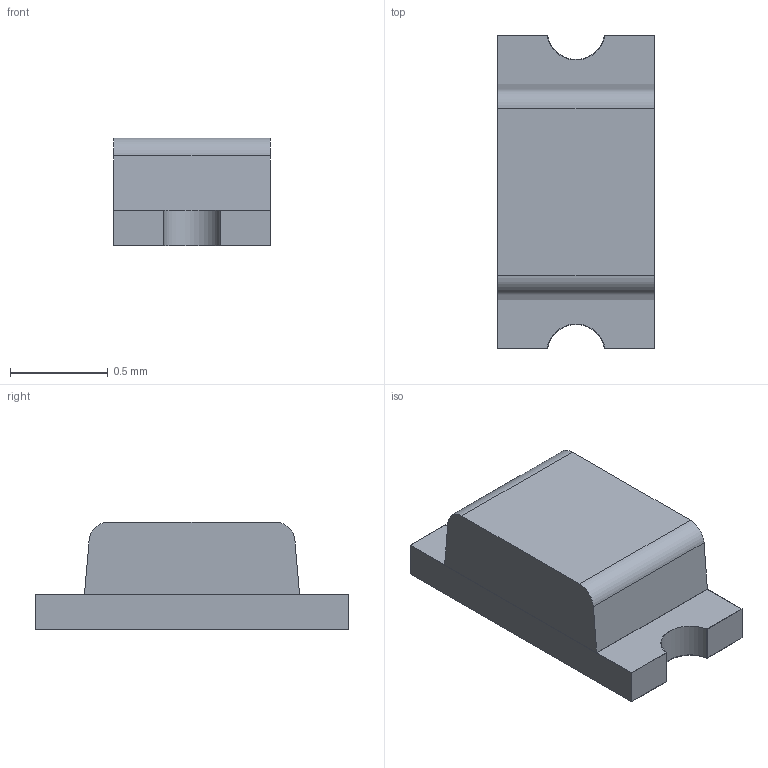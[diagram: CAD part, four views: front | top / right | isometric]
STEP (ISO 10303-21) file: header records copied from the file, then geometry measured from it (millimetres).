
FILE_DESCRIPTION(('FreeCAD Model'),'2;1');
FILE_NAME('Open CASCADE Shape Model','2022-05-12T14:46:03',('Author'),( ''),'Open CASCADE STEP processor 7.5','FreeCAD','Unknown');
FILE_SCHEMA(('AUTOMOTIVE_DESIGN { 1 0 10303 214 1 1 1 1 }'));
Length unit declared in the file: millimetre
Products named in the file (1): LTST-C191KGKT
Bounding box: 0.8 x 1.6 x 0.55 mm (x, y, z)
Volume: 0.5 mm3; surface area: 8.9 mm2
Topology: 4 solids, 4 shells, 55 faces, 138 edges, 92 vertices
Faces by surface type: plane 47, cylinder 8
Entity records: 3876 total; most frequent: CARTESIAN_POINT 610, DIRECTION 534, LINE 382, VECTOR 382, ORIENTED_EDGE 276, PCURVE 276, DEFINITIONAL_REPRESENTATION 276, EDGE_CURVE 138
